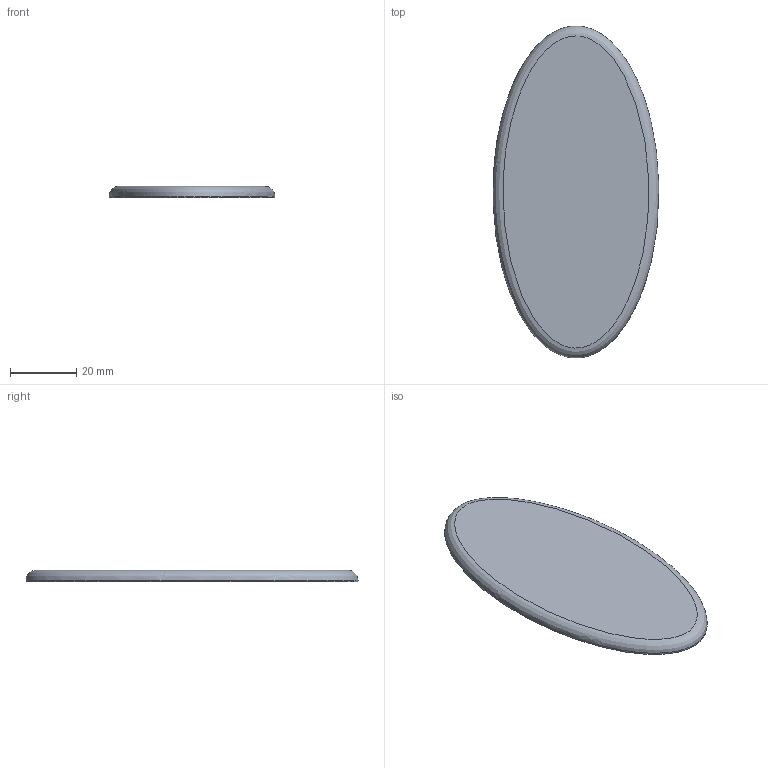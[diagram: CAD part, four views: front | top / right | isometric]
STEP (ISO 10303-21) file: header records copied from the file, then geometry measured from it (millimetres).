
FILE_DESCRIPTION(/* description */ ('STEP AP242','CAx-IF Rec.Pracs.---Representation and Presentation of Product Manufacturing Information (PMI)---4.0---2014-10-13','CAx-IF Rec.Pracs.---3D Tessellated Geometry---0.4---2014-09-14','2;1'),/* implementation_level */ '2;1');
FILE_NAME(/* name */ '6664ae29674f4a359770bea2',/* time_stamp */ '2024-06-08T19:16:57Z',/* author */ (''),/* organization */ (''),/* preprocessor_version */ 'ST-DEVELOPER v20',/* originating_system */ ' ',/* authorisation */ ' ');
FILE_SCHEMA (('AP242_MANAGED_MODEL_BASED_3D_ENGINEERING_MIM_LF { 1 0 10303 442 1 1 4 }'));
Length unit declared in the file: metre
Products named in the file (1): Key Holder
Bounding box: 49.96 x 100 x 3.5 mm (x, y, z)
Volume: 9942.9 mm3; surface area: 9091.3 mm2
Topology: 1 solids, 1 shells, 31 faces, 72 edges, 48 vertices
Faces by surface type: plane 16, cylinder 13, bspline 2
Full cylindrical faces by diameter (mm): 10.25 x4
Entity records: 1131 total; most frequent: CARTESIAN_POINT 410, DIRECTION 150, ORIENTED_EDGE 130, EDGE_CURVE 65, AXIS2_PLACEMENT_3D 57, VERTEX_POINT 47, EDGE_LOOP 42, FACE_BOUND 42
